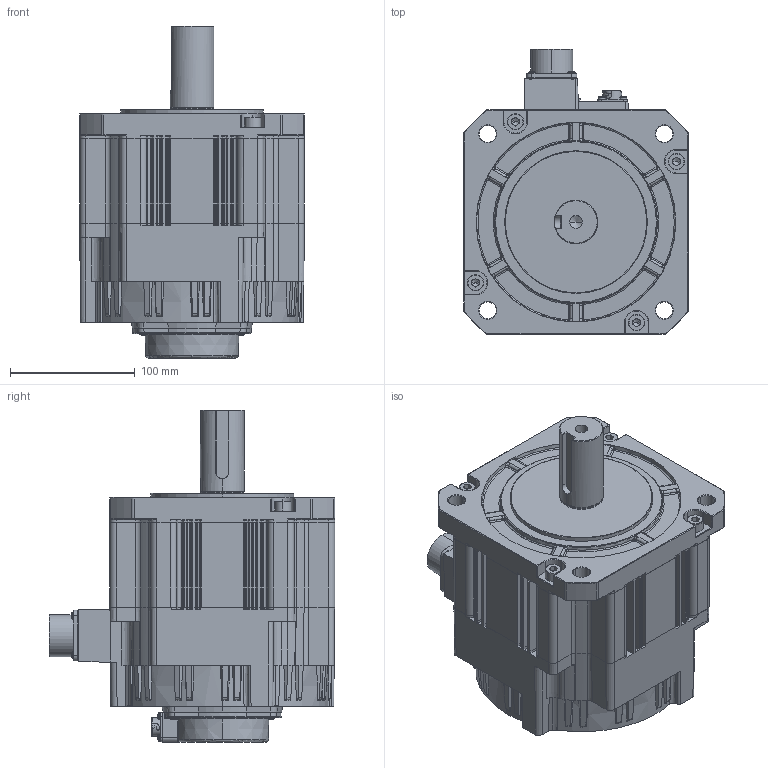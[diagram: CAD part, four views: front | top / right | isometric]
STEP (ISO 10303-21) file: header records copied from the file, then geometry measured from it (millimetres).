
FILE_DESCRIPTION (( 'STEP AP203' ), '1' );
FILE_NAME ('SV-X2MH200A-B4LA.STEP', '2021-10-12T13:21:05', ( 'China' ), ( 'Microsoft' ), 'SwSTEP 2.0', 'SolidWorks 2016', '' );
FILE_SCHEMA (( 'CONFIG_CONTROL_DESIGN' ));
Products named in the file (1): SV-X2MH200A-B4LA
Bounding box: 180 x 228.55 x 266 mm (x, y, z)
Volume: 4838108.8 mm3; surface area: 239588.8 mm2
Topology: 1 solids, 8 shells, 2096 faces, 5428 edges, 3361 vertices
Faces by surface type: plane 809, cylinder 689, cone 309, bspline 151, torus 76, sphere 62
Entity records: 71816 total; most frequent: CARTESIAN_POINT 22320, ORIENTED_EDGE 10700, DIRECTION 10175, EDGE_CURVE 5350, AXIS2_PLACEMENT_3D 3892, VERTEX_POINT 3333, VECTOR 2391, LINE 2391
